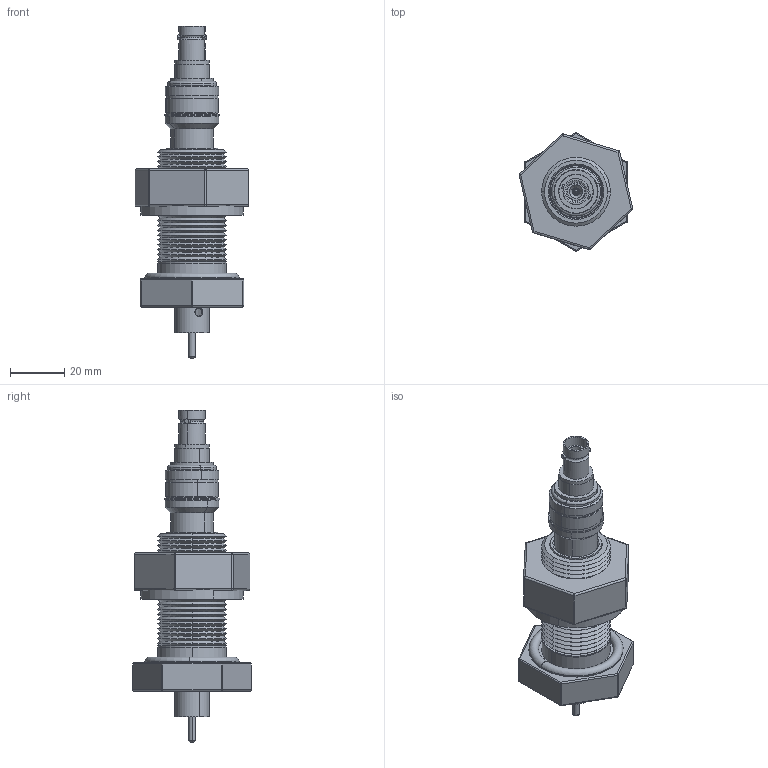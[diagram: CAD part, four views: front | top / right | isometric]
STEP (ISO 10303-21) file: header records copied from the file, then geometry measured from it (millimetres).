
FILE_DESCRIPTION (( 'STEP AP203' ), '1' );
FILE_NAME ('A0485-3-BP.STEP', '2013-11-08T17:59:41', ( '' ), ( '' ), 'SwSTEP 2.0', 'SolidWorks 2012', '' );
FILE_SCHEMA (( 'CONFIG_CONTROL_DESIGN' ));
Length unit declared in the file: inch
Products named in the file (1): A0485-3-BP
Bounding box: 41.98 x 43.84 x 122.56 mm (x, y, z)
Volume: 43155.4 mm3; surface area: 44111 mm2
Topology: 15 solids, 15 shells, 438 faces, 906 edges, 504 vertices
Faces by surface type: cone 184, cylinder 152, plane 58, sphere 24, torus 20
Entity records: 11602 total; most frequent: DIRECTION 2238, CARTESIAN_POINT 2052, ORIENTED_EDGE 1780, AXIS2_PLACEMENT_3D 933, EDGE_CURVE 890, VERTEX_POINT 496, CIRCLE 494, EDGE_LOOP 482
